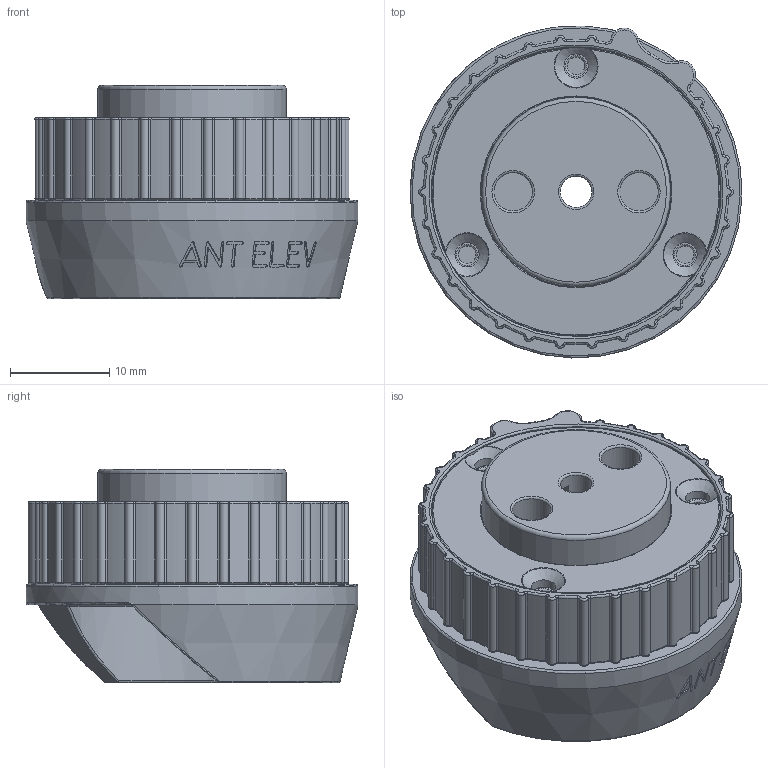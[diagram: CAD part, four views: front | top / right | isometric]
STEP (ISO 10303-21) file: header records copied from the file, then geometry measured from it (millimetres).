
FILE_DESCRIPTION(/* description */ ('STEP AP214'),/* implementation_level */ '2;1');
FILE_NAME(/* name */ '6019ab9cfb771c15de22bed2',/* time_stamp */ '2021-02-02T19:44:31+00:00',/* author */ (''),/* organization */ (''),/* preprocessor_version */ 'ST-DEVELOPER v18.1',/* originating_system */ ' ',/* authorisation */ ' ');
FILE_SCHEMA (('AUTOMOTIVE_DESIGN {1 0 10303 214 3 1 1}'));
Length unit declared in the file: metre
Products named in the file (5): Ant-Elev-LockingCap; Ant-Elev-Ring; AntElev-Collar; Ant-Elev-InnerBlock; Ant-Elev-Wheel
Bounding box: 33.5 x 33.51 x 21.51 mm (x, y, z)
Volume: 9348.5 mm3; surface area: 8788.3 mm2
Topology: 5 solids, 5 shells, 648 faces, 1568 edges, 937 vertices
Faces by surface type: torus 285, cylinder 201, plane 82, bspline 60, cone 12, sphere 8
Full cylindrical faces by diameter (mm): 1.778 x5, 2.438 x3, 2.502 x2, 2.54 x2, 3.175 x1, 3.886 x4, 6.35 x1, 8.331 x1, 9.398 x1, 16.51 x1, 17.081 x1, 18.148 x1, 19.05 x1, 19.164 x1, 21.336 x1, 21.463 x1, 29.108 x1, 29.286 x1, 33.515 x1
Entity records: 19377 total; most frequent: CARTESIAN_POINT 4579, DIRECTION 3261, ORIENTED_EDGE 2948, AXIS2_PLACEMENT_3D 1507, EDGE_CURVE 1474, VERTEX_POINT 925, CIRCLE 908, EDGE_LOOP 771
